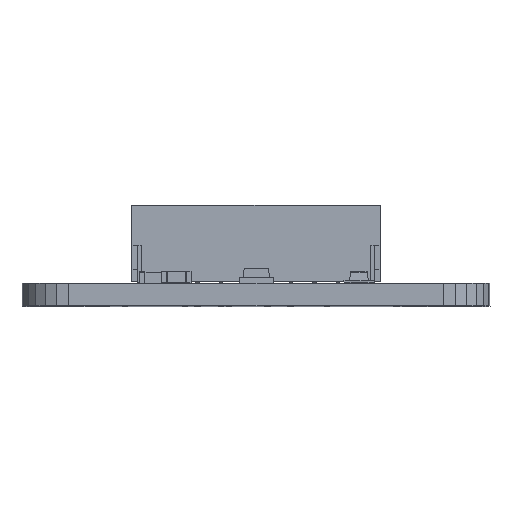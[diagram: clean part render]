
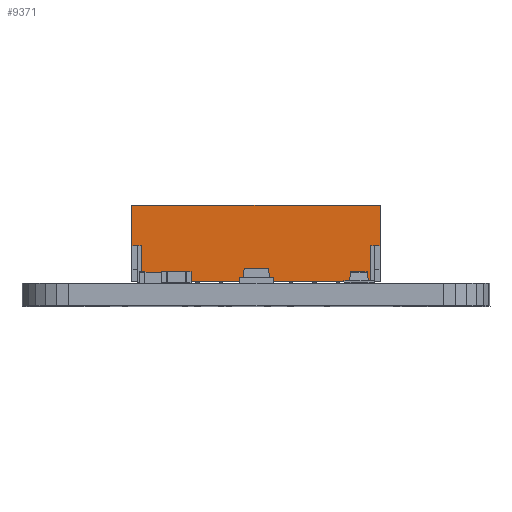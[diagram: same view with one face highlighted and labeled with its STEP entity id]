
A CAD part, top view. The second image highlights one B-rep face of the part: STEP entity #9371.
In plain terms, the highlighted face is planar.
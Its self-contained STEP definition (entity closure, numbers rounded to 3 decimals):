
#330 = VERTEX_POINT ( 'NONE', #4372 ) ;
#744 = VERTEX_POINT ( 'NONE', #21009 ) ;
#1196 = EDGE_CURVE ( 'NONE', #330, #10951, #20281, .T. ) ;
#1450 = VECTOR ( 'NONE', #17196, 1000. ) ;
#1511 = CARTESIAN_POINT ( 'NONE',  ( 0., -5.87, 2.05 ) ) ;
#1635 = VECTOR ( 'NONE', #22786, 1000. ) ;
#2097 = DIRECTION ( 'NONE',  ( 0., 1., 0. ) ) ;
#2175 = CARTESIAN_POINT ( 'NONE',  ( 6.325, -5.87, 2.05 ) ) ;
#2599 = CARTESIAN_POINT ( 'NONE',  ( 0., -5.87, 2.05 ) ) ;
#2842 = LINE ( 'NONE', #12862, #13225 ) ;
#3638 = DIRECTION ( 'NONE',  ( -1., 0., 0. ) ) ;
#3876 = VECTOR ( 'NONE', #17673, 1000. ) ;
#3878 = ORIENTED_EDGE ( 'NONE', *, *, #16662, .F. ) ;
#3900 = DIRECTION ( 'NONE',  ( 0., 0., -1. ) ) ;
#4372 = CARTESIAN_POINT ( 'NONE',  ( 6.125, -5.87, 2.05 ) ) ;
#4690 = VERTEX_POINT ( 'NONE', #10990 ) ;
#5223 = CARTESIAN_POINT ( 'NONE',  ( 0., -5.87, 2.05 ) ) ;
#5465 = CARTESIAN_POINT ( 'NONE',  ( -6.625, -5.87, 4.2 ) ) ;
#5600 = DIRECTION ( 'NONE',  ( 0., 0., 1. ) ) ;
#5774 = VERTEX_POINT ( 'NONE', #7986 ) ;
#6121 = DIRECTION ( 'NONE',  ( -1., 0., 0. ) ) ;
#6164 = VERTEX_POINT ( 'NONE', #2175 ) ;
#6505 = FACE_OUTER_BOUND ( 'NONE', #14090, .T. ) ;
#6777 = EDGE_CURVE ( 'NONE', #4690, #16477, #2842, .T. ) ;
#7414 = PLANE ( 'NONE',  #10293 ) ;
#7786 = EDGE_CURVE ( 'NONE', #6164, #330, #20168, .T. ) ;
#7986 = CARTESIAN_POINT ( 'NONE',  ( 6.625, -5.87, 4.2 ) ) ;
#8399 = ORIENTED_EDGE ( 'NONE', *, *, #20333, .F. ) ;
#8458 = ORIENTED_EDGE ( 'NONE', *, *, #22797, .F. ) ;
#8760 = VECTOR ( 'NONE', #14925, 1000. ) ;
#8916 = VECTOR ( 'NONE', #10460, 1000. ) ;
#9029 = VERTEX_POINT ( 'NONE', #17173 ) ;
#9371 = ADVANCED_FACE ( 'NONE', ( #6505 ), #7414, .F. ) ;
#9669 = VECTOR ( 'NONE', #6121, 1000. ) ;
#10209 = VECTOR ( 'NONE', #19479, 1000. ) ;
#10293 = AXIS2_PLACEMENT_3D ( 'NONE', #12808, #2097, #3900 ) ;
#10460 = DIRECTION ( 'NONE',  ( -1., 0., 0. ) ) ;
#10951 = VERTEX_POINT ( 'NONE', #14014 ) ;
#10990 = CARTESIAN_POINT ( 'NONE',  ( -6.625, -5.87, 2.05 ) ) ;
#12162 = CARTESIAN_POINT ( 'NONE',  ( -6.125, -5.87, 2.175 ) ) ;
#12433 = CARTESIAN_POINT ( 'NONE',  ( 6.625, -5.87, 2.05 ) ) ;
#12808 = CARTESIAN_POINT ( 'NONE',  ( 6.625, -5.87, 4.2 ) ) ;
#12862 = CARTESIAN_POINT ( 'NONE',  ( -6.625, -5.87, 2.175 ) ) ;
#13021 = CARTESIAN_POINT ( 'NONE',  ( 6.625, -5.87, 2.175 ) ) ;
#13225 = VECTOR ( 'NONE', #5600, 1000. ) ;
#13960 = LINE ( 'NONE', #12162, #1635 ) ;
#14014 = CARTESIAN_POINT ( 'NONE',  ( 6.125, -5.87, 0.15 ) ) ;
#14088 = EDGE_CURVE ( 'NONE', #10951, #744, #20337, .T. ) ;
#14090 = EDGE_LOOP ( 'NONE', ( #21917, #20745, #3878, #18608, #20485, #18834, #8458, #8399, #17328, #22504 ) ) ;
#14392 = LINE ( 'NONE', #13021, #8760 ) ;
#14733 = LINE ( 'NONE', #2599, #9669 ) ;
#14925 = DIRECTION ( 'NONE',  ( 0., 0., -1. ) ) ;
#15173 = EDGE_CURVE ( 'NONE', #17101, #6164, #20722, .T. ) ;
#15238 = CARTESIAN_POINT ( 'NONE',  ( 6.625, -5.87, 4.2 ) ) ;
#15831 = CARTESIAN_POINT ( 'NONE',  ( 0., -5.87, 0.15 ) ) ;
#16477 = VERTEX_POINT ( 'NONE', #5465 ) ;
#16662 = EDGE_CURVE ( 'NONE', #5774, #17101, #14392, .T. ) ;
#17101 = VERTEX_POINT ( 'NONE', #12433 ) ;
#17173 = CARTESIAN_POINT ( 'NONE',  ( -6.125, -5.87, 2.05 ) ) ;
#17196 = DIRECTION ( 'NONE',  ( 0., 0., -1. ) ) ;
#17328 = ORIENTED_EDGE ( 'NONE', *, *, #14088, .F. ) ;
#17378 = VECTOR ( 'NONE', #20657, 1000. ) ;
#17673 = DIRECTION ( 'NONE',  ( -1., 0., 0. ) ) ;
#17830 = CARTESIAN_POINT ( 'NONE',  ( 0., -5.87, 2.05 ) ) ;
#17836 = EDGE_CURVE ( 'NONE', #20889, #4690, #21239, .T. ) ;
#18608 = ORIENTED_EDGE ( 'NONE', *, *, #20264, .F. ) ;
#18834 = ORIENTED_EDGE ( 'NONE', *, *, #17836, .F. ) ;
#18991 = CARTESIAN_POINT ( 'NONE',  ( 6.125, -5.87, 2.175 ) ) ;
#19479 = DIRECTION ( 'NONE',  ( -1., 0., 0. ) ) ;
#20168 = LINE ( 'NONE', #5223, #8916 ) ;
#20264 = EDGE_CURVE ( 'NONE', #16477, #5774, #22133, .T. ) ;
#20281 = LINE ( 'NONE', #18991, #1450 ) ;
#20333 = EDGE_CURVE ( 'NONE', #744, #9029, #13960, .T. ) ;
#20337 = LINE ( 'NONE', #15831, #10209 ) ;
#20386 = VECTOR ( 'NONE', #3638, 1000. ) ;
#20485 = ORIENTED_EDGE ( 'NONE', *, *, #6777, .F. ) ;
#20657 = DIRECTION ( 'NONE',  ( 1., 0., 0. ) ) ;
#20722 = LINE ( 'NONE', #1511, #3876 ) ;
#20745 = ORIENTED_EDGE ( 'NONE', *, *, #15173, .F. ) ;
#20889 = VERTEX_POINT ( 'NONE', #21202 ) ;
#21009 = CARTESIAN_POINT ( 'NONE',  ( -6.125, -5.87, 0.15 ) ) ;
#21202 = CARTESIAN_POINT ( 'NONE',  ( -6.325, -5.87, 2.05 ) ) ;
#21239 = LINE ( 'NONE', #17830, #20386 ) ;
#21917 = ORIENTED_EDGE ( 'NONE', *, *, #7786, .F. ) ;
#22133 = LINE ( 'NONE', #15238, #17378 ) ;
#22504 = ORIENTED_EDGE ( 'NONE', *, *, #1196, .F. ) ;
#22786 = DIRECTION ( 'NONE',  ( 0., 0., 1. ) ) ;
#22797 = EDGE_CURVE ( 'NONE', #9029, #20889, #14733, .T. ) ;
